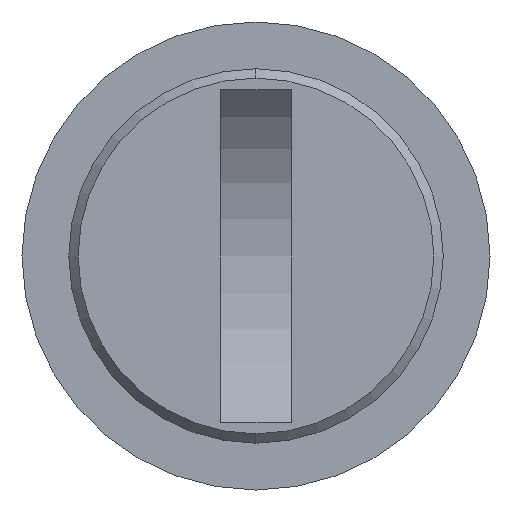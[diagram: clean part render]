
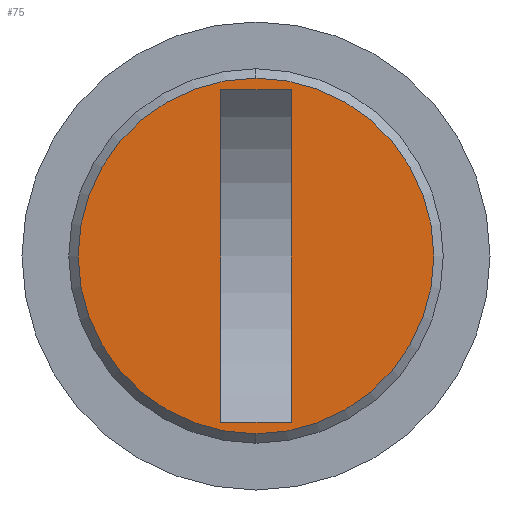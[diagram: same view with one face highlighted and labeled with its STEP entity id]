
A CAD part, left-side view. The second image highlights one B-rep face of the part: STEP entity #75.
In plain terms, the highlighted planar face has unit normal (-1, 0, 0).
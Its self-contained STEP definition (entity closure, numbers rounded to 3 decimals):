
#1 = FACE_OUTER_BOUND ( 'NONE', #544, .T. ) ;
#20 = AXIS2_PLACEMENT_3D ( 'NONE', #383, #536, #661 ) ;
#31 = AXIS2_PLACEMENT_3D ( 'NONE', #102, #357, #109 ) ;
#36 = CARTESIAN_POINT ( 'NONE',  ( -7.55, 0., -3.8 ) ) ;
#37 = CARTESIAN_POINT ( 'NONE',  ( -7.55, -0.75, 3.55 ) ) ;
#43 = CARTESIAN_POINT ( 'NONE',  ( -7.55, -0.75, 3.55 ) ) ;
#70 = VECTOR ( 'NONE', #560, 1000. ) ;
#75 = ADVANCED_FACE ( 'NONE', ( #1, #303 ), #285, .F. ) ;
#102 = CARTESIAN_POINT ( 'NONE',  ( -7.55, 0., 0. ) ) ;
#104 = CARTESIAN_POINT ( 'NONE',  ( -7.55, -0.75, 0. ) ) ;
#109 = DIRECTION ( 'NONE',  ( 0., 0., -1. ) ) ;
#115 = VERTEX_POINT ( 'NONE', #37 ) ;
#129 = VERTEX_POINT ( 'NONE', #36 ) ;
#130 = CARTESIAN_POINT ( 'NONE',  ( -7.55, 0., 3.8 ) ) ;
#131 = DIRECTION ( 'NONE',  ( 0., 0., 1. ) ) ;
#132 = VECTOR ( 'NONE', #131, 1000. ) ;
#146 = DIRECTION ( 'NONE',  ( 1., 0., 0. ) ) ;
#157 = LINE ( 'NONE', #43, #373 ) ;
#159 = ORIENTED_EDGE ( 'NONE', *, *, #577, .T. ) ;
#179 = EDGE_LOOP ( 'NONE', ( #515, #442, #438, #159 ) ) ;
#181 = VERTEX_POINT ( 'NONE', #130 ) ;
#185 = LINE ( 'NONE', #247, #70 ) ;
#199 = VERTEX_POINT ( 'NONE', #518 ) ;
#247 = CARTESIAN_POINT ( 'NONE',  ( -7.55, -0.75, -3.55 ) ) ;
#285 = PLANE ( 'NONE',  #502 ) ;
#296 = DIRECTION ( 'NONE',  ( 0., -1., 0. ) ) ;
#303 = FACE_BOUND ( 'NONE', #179, .T. ) ;
#315 = EDGE_CURVE ( 'NONE', #181, #129, #602, .T. ) ;
#316 = VERTEX_POINT ( 'NONE', #589 ) ;
#326 = CARTESIAN_POINT ( 'NONE',  ( -7.55, 0., 0. ) ) ;
#336 = CARTESIAN_POINT ( 'NONE',  ( -7.55, 0.75, 0. ) ) ;
#353 = DIRECTION ( 'NONE',  ( 0., 0., -1. ) ) ;
#355 = EDGE_CURVE ( 'NONE', #129, #181, #646, .T. ) ;
#357 = DIRECTION ( 'NONE',  ( -1., 0., 0. ) ) ;
#373 = VECTOR ( 'NONE', #296, 1000. ) ;
#383 = CARTESIAN_POINT ( 'NONE',  ( -7.55, 0., 0. ) ) ;
#385 = LINE ( 'NONE', #104, #534 ) ;
#428 = ORIENTED_EDGE ( 'NONE', *, *, #315, .T. ) ;
#438 = ORIENTED_EDGE ( 'NONE', *, *, #465, .T. ) ;
#442 = ORIENTED_EDGE ( 'NONE', *, *, #598, .T. ) ;
#456 = CARTESIAN_POINT ( 'NONE',  ( -7.55, -0.75, -3.55 ) ) ;
#459 = ORIENTED_EDGE ( 'NONE', *, *, #355, .T. ) ;
#465 = EDGE_CURVE ( 'NONE', #199, #316, #525, .T. ) ;
#502 = AXIS2_PLACEMENT_3D ( 'NONE', #326, #146, #353 ) ;
#503 = DIRECTION ( 'NONE',  ( 0., 0., 1. ) ) ;
#512 = VERTEX_POINT ( 'NONE', #456 ) ;
#515 = ORIENTED_EDGE ( 'NONE', *, *, #542, .F. ) ;
#518 = CARTESIAN_POINT ( 'NONE',  ( -7.55, 0.75, -3.55 ) ) ;
#525 = LINE ( 'NONE', #336, #132 ) ;
#534 = VECTOR ( 'NONE', #503, 1000. ) ;
#536 = DIRECTION ( 'NONE',  ( -1., 0., 0. ) ) ;
#542 = EDGE_CURVE ( 'NONE', #512, #115, #385, .T. ) ;
#544 = EDGE_LOOP ( 'NONE', ( #459, #428 ) ) ;
#560 = DIRECTION ( 'NONE',  ( 0., 1., 0. ) ) ;
#577 = EDGE_CURVE ( 'NONE', #316, #115, #157, .T. ) ;
#589 = CARTESIAN_POINT ( 'NONE',  ( -7.55, 0.75, 3.55 ) ) ;
#598 = EDGE_CURVE ( 'NONE', #512, #199, #185, .T. ) ;
#602 = CIRCLE ( 'NONE', #20, 3.8 ) ;
#646 = CIRCLE ( 'NONE', #31, 3.8 ) ;
#661 = DIRECTION ( 'NONE',  ( 0., 0., -1. ) ) ;
